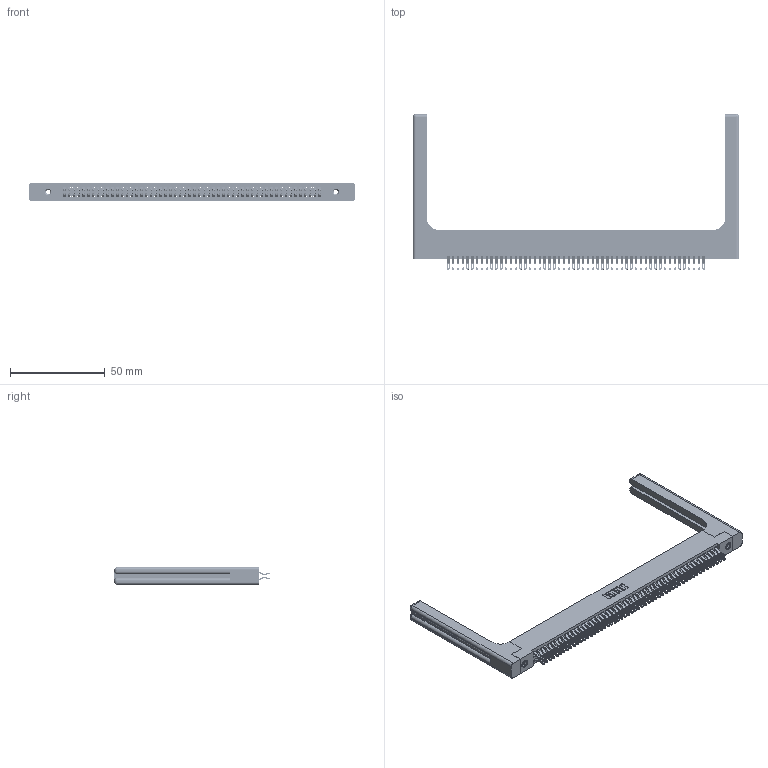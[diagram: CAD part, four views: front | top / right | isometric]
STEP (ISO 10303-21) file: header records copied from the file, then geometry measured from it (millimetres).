
FILE_DESCRIPTION (( 'STEP AP203' ), '1' );
FILE_NAME ('395-108-555-258.STEP', '2019-10-27T08:36:49', ( '' ), ( '' ), 'SwSTEP 2.0', 'SolidWorks 2016', '' );
FILE_SCHEMA (( 'CONFIG_CONTROL_DESIGN' ));
Length unit declared in the file: inch
Products named in the file (5): 345-220-058_345-220-058; 395-108-555-258; 345 Part_Flush Mounting Lugs - 0.156 Dia-TH; 345-292-001_555 Tail; 345-250-001_345-250-001-102
Assembly tree (113 placements, depth 2):
  395-108-555-258
    345 Part_Flush Mounting Lugs - 0.156 Dia-TH
    345-292-001_555 Tail  x108
    345-250-001_345-250-001-102  x2
    345-220-058_345-220-058  x2
Bounding box: 172.19 x 82.09 x 9.4 mm (x, y, z)
Volume: 25626.1 mm3; surface area: 31732.9 mm2
Topology: 113 solids, 113 shells, 6430 faces, 20123 edges, 13394 vertices
Faces by surface type: plane 3576, cylinder 2794, bspline 36, cone 12, sphere 8, torus 4
Entity records: 46262 total; most frequent: CARTESIAN_POINT 8771, ORIENTED_EDGE 7472, DIRECTION 6620, EDGE_CURVE 3736, LINE 3276, VECTOR 3276, VERTEX_POINT 2482, AXIS2_PLACEMENT_3D 1672
